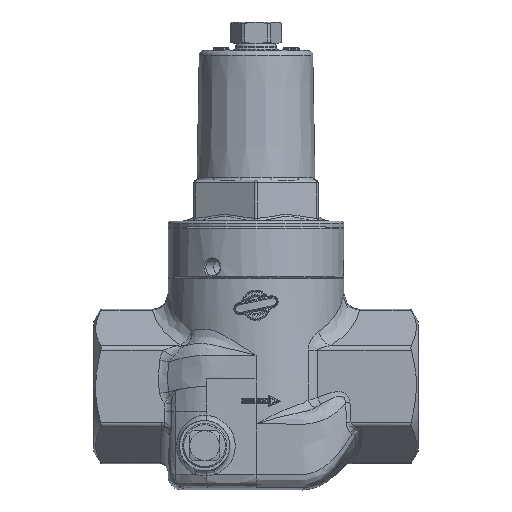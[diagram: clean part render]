
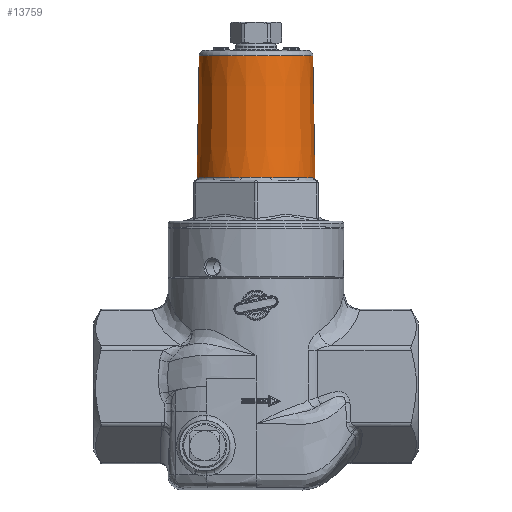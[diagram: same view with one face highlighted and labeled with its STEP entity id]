
A CAD part, top view. The second image highlights one B-rep face of the part: STEP entity #13759.
In plain terms, the highlighted conical face has half-angle 1 degrees and reference radius 21.55 mm.
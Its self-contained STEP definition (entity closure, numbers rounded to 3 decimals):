
#2401=B_SPLINE_CURVE_WITH_KNOTS($,3,(#37555,#37556,#37557,#37558,#37559,
#37560),.UNSPECIFIED.,.F.,.F.,(4,1,1,4),(-3.142,-1.346,
0.449,3.142),.UNSPECIFIED.);
#2403=B_SPLINE_CURVE_WITH_KNOTS($,3,(#37606,#37607,#37608,#37609,#37610,
#37611),.UNSPECIFIED.,.F.,.F.,(4,1,1,4),(-3.142,-1.346,
0.449,3.142),.UNSPECIFIED.);
#2405=B_SPLINE_CURVE_WITH_KNOTS($,3,(#37657,#37658,#37659,#37660,#37661,
#37662),.UNSPECIFIED.,.F.,.F.,(4,1,1,4),(-3.142,-1.346,
0.449,3.142),.UNSPECIFIED.);
#2407=B_SPLINE_CURVE_WITH_KNOTS($,3,(#37708,#37709,#37710,#37711,#37712,
#37713),.UNSPECIFIED.,.F.,.F.,(4,1,1,4),(-3.142,-1.346,
0.449,3.142),.UNSPECIFIED.);
#2409=B_SPLINE_CURVE_WITH_KNOTS($,3,(#37759,#37760,#37761,#37762,#37763,
#37764),.UNSPECIFIED.,.F.,.F.,(4,1,1,4),(-3.142,-1.346,
0.449,3.142),.UNSPECIFIED.);
#2411=B_SPLINE_CURVE_WITH_KNOTS($,3,(#37807,#37808,#37809,#37810,#37811,
#37812),.UNSPECIFIED.,.F.,.F.,(4,1,1,4),(-3.142,-1.346,
0.449,3.142),.UNSPECIFIED.);
#3659=FACE_BOUND($,#5259,.T.);
#4386=FACE_OUTER_BOUND($,#5258,.T.);
#5258=EDGE_LOOP($,(#12551));
#5259=EDGE_LOOP($,(#12552,#12553,#12554,#12555,#12556,#12557,#12558,#12559,
#12560,#12561,#12562,#12563));
#5669=CIRCLE($,#14577,21.821);
#5673=CIRCLE($,#14582,21.821);
#5677=CIRCLE($,#14587,21.821);
#5681=CIRCLE($,#14592,21.821);
#5685=CIRCLE($,#14597,21.821);
#5689=CIRCLE($,#14602,21.821);
#5696=CIRCLE($,#14618,21.034);
#6868=VERTEX_POINT($,#37514);
#6871=VERTEX_POINT($,#37519);
#6873=VERTEX_POINT($,#37553);
#6875=VERTEX_POINT($,#37570);
#6877=VERTEX_POINT($,#37604);
#6879=VERTEX_POINT($,#37621);
#6881=VERTEX_POINT($,#37655);
#6883=VERTEX_POINT($,#37672);
#6885=VERTEX_POINT($,#37706);
#6887=VERTEX_POINT($,#37723);
#6889=VERTEX_POINT($,#37757);
#6891=VERTEX_POINT($,#37774);
#6904=VERTEX_POINT($,#37860);
#8761=EDGE_CURVE($,#6871,#6868,#5669,.T.);
#8763=EDGE_CURVE($,#6873,#6871,#2401,.T.);
#8767=EDGE_CURVE($,#6875,#6873,#5673,.T.);
#8769=EDGE_CURVE($,#6877,#6875,#2403,.T.);
#8773=EDGE_CURVE($,#6879,#6877,#5677,.T.);
#8775=EDGE_CURVE($,#6881,#6879,#2405,.T.);
#8779=EDGE_CURVE($,#6883,#6881,#5681,.T.);
#8781=EDGE_CURVE($,#6885,#6883,#2407,.T.);
#8785=EDGE_CURVE($,#6887,#6885,#5685,.T.);
#8787=EDGE_CURVE($,#6889,#6887,#2409,.T.);
#8791=EDGE_CURVE($,#6891,#6889,#5689,.T.);
#8792=EDGE_CURVE($,#6868,#6891,#2411,.T.);
#8814=EDGE_CURVE($,#6904,#6904,#5696,.T.);
#12551=ORIENTED_EDGE($,*,*,#8814,.F.);
#12552=ORIENTED_EDGE($,*,*,#8761,.F.);
#12553=ORIENTED_EDGE($,*,*,#8763,.F.);
#12554=ORIENTED_EDGE($,*,*,#8767,.F.);
#12555=ORIENTED_EDGE($,*,*,#8769,.F.);
#12556=ORIENTED_EDGE($,*,*,#8773,.F.);
#12557=ORIENTED_EDGE($,*,*,#8775,.F.);
#12558=ORIENTED_EDGE($,*,*,#8779,.F.);
#12559=ORIENTED_EDGE($,*,*,#8781,.F.);
#12560=ORIENTED_EDGE($,*,*,#8785,.F.);
#12561=ORIENTED_EDGE($,*,*,#8787,.F.);
#12562=ORIENTED_EDGE($,*,*,#8791,.F.);
#12563=ORIENTED_EDGE($,*,*,#8792,.F.);
#13030=CONICAL_SURFACE($,#14617,21.55,1.);
#13759=ADVANCED_FACE($,(#4386,#3659),#13030,.T.);
#14577=AXIS2_PLACEMENT_3D($,#37521,#16485,#16486);
#14582=AXIS2_PLACEMENT_3D($,#37572,#16495,#16496);
#14587=AXIS2_PLACEMENT_3D($,#37623,#16505,#16506);
#14592=AXIS2_PLACEMENT_3D($,#37674,#16515,#16516);
#14597=AXIS2_PLACEMENT_3D($,#37725,#16525,#16526);
#14602=AXIS2_PLACEMENT_3D($,#37776,#16535,#16536);
#14617=AXIS2_PLACEMENT_3D($,#37859,#16579,#16580);
#14618=AXIS2_PLACEMENT_3D($,#37861,#16581,#16582);
#16485=DIRECTION('center_axis',(0.,-1.,0.));
#16486=DIRECTION('ref_axis',(1.,0.,0.));
#16495=DIRECTION('center_axis',(0.,-1.,0.));
#16496=DIRECTION('ref_axis',(1.,0.,0.));
#16505=DIRECTION('center_axis',(0.,-1.,0.));
#16506=DIRECTION('ref_axis',(1.,0.,0.));
#16515=DIRECTION('center_axis',(0.,-1.,0.));
#16516=DIRECTION('ref_axis',(1.,0.,0.));
#16525=DIRECTION('center_axis',(0.,-1.,0.));
#16526=DIRECTION('ref_axis',(1.,0.,0.));
#16535=DIRECTION('center_axis',(0.,-1.,0.));
#16536=DIRECTION('ref_axis',(1.,0.,0.));
#16579=DIRECTION('center_axis',(0.,-1.,0.));
#16580=DIRECTION('ref_axis',(1.,0.,0.));
#16581=DIRECTION('center_axis',(0.,1.,0.));
#16582=DIRECTION('ref_axis',(-1.,0.,0.));
#37514=CARTESIAN_POINT('',(0.088,94.099,-0.088));
#37519=CARTESIAN_POINT('',(5.584,94.099,9.432));
#37521=CARTESIAN_POINT('Origin',(21.124,94.099,-5.887));
#37553=CARTESIAN_POINT('',(15.628,94.099,15.231));
#37555=CARTESIAN_POINT('Ctrl Pts',(15.628,94.099,15.231));
#37556=CARTESIAN_POINT('Ctrl Pts',(14.545,94.099,14.949));
#37557=CARTESIAN_POINT('Ctrl Pts',(12.426,93.964,14.222));
#37558=CARTESIAN_POINT('Ctrl Pts',(8.95,93.866,12.392));
#37559=CARTESIAN_POINT('Ctrl Pts',(6.762,94.099,10.627));
#37560=CARTESIAN_POINT('Ctrl Pts',(5.584,94.099,9.432));
#37570=CARTESIAN_POINT('',(26.62,94.099,15.231));
#37572=CARTESIAN_POINT('Origin',(21.124,94.099,-5.887));
#37604=CARTESIAN_POINT('',(36.664,94.099,9.432));
#37606=CARTESIAN_POINT('Ctrl Pts',(36.664,94.099,9.432));
#37607=CARTESIAN_POINT('Ctrl Pts',(35.878,94.099,10.228));
#37608=CARTESIAN_POINT('Ctrl Pts',(34.189,93.964,11.7));
#37609=CARTESIAN_POINT('Ctrl Pts',(30.866,93.866,13.795));
#37610=CARTESIAN_POINT('Ctrl Pts',(28.244,94.099,14.808));
#37611=CARTESIAN_POINT('Ctrl Pts',(26.62,94.099,15.231));
#37621=CARTESIAN_POINT('',(42.16,94.099,-0.088));
#37623=CARTESIAN_POINT('Origin',(21.124,94.099,-5.887));
#37655=CARTESIAN_POINT('',(42.16,94.099,-11.685));
#37657=CARTESIAN_POINT('Ctrl Pts',(42.16,94.099,-11.685));
#37658=CARTESIAN_POINT('Ctrl Pts',(42.457,94.099,-10.607));
#37659=CARTESIAN_POINT('Ctrl Pts',(42.887,93.964,-8.408));
#37660=CARTESIAN_POINT('Ctrl Pts',(43.04,93.866,-4.483));
#37661=CARTESIAN_POINT('Ctrl Pts',(42.606,94.099,-1.705));
#37662=CARTESIAN_POINT('Ctrl Pts',(42.16,94.099,-0.088));
#37672=CARTESIAN_POINT('',(36.664,94.099,-21.205));
#37674=CARTESIAN_POINT('Origin',(21.124,94.099,-5.887));
#37706=CARTESIAN_POINT('',(26.62,94.099,-27.004));
#37708=CARTESIAN_POINT('Ctrl Pts',(26.62,94.099,-27.004));
#37709=CARTESIAN_POINT('Ctrl Pts',(27.703,94.099,-26.722));
#37710=CARTESIAN_POINT('Ctrl Pts',(29.822,93.964,-25.995));
#37711=CARTESIAN_POINT('Ctrl Pts',(33.298,93.866,-24.165));
#37712=CARTESIAN_POINT('Ctrl Pts',(35.486,94.099,-22.4));
#37713=CARTESIAN_POINT('Ctrl Pts',(36.664,94.099,-21.205));
#37723=CARTESIAN_POINT('',(15.628,94.099,-27.004));
#37725=CARTESIAN_POINT('Origin',(21.124,94.099,-5.887));
#37757=CARTESIAN_POINT('',(5.584,94.099,-21.205));
#37759=CARTESIAN_POINT('Ctrl Pts',(5.584,94.099,-21.205));
#37760=CARTESIAN_POINT('Ctrl Pts',(6.369,94.099,-22.002));
#37761=CARTESIAN_POINT('Ctrl Pts',(8.058,93.964,-23.474));
#37762=CARTESIAN_POINT('Ctrl Pts',(11.381,93.866,-25.569));
#37763=CARTESIAN_POINT('Ctrl Pts',(14.004,94.099,-26.581));
#37764=CARTESIAN_POINT('Ctrl Pts',(15.628,94.099,-27.004));
#37774=CARTESIAN_POINT('',(0.088,94.099,-11.685));
#37776=CARTESIAN_POINT('Origin',(21.124,94.099,-5.887));
#37807=CARTESIAN_POINT('Ctrl Pts',(0.088,94.099,
-0.088));
#37808=CARTESIAN_POINT('Ctrl Pts',(-0.21,94.099,
-1.166));
#37809=CARTESIAN_POINT('Ctrl Pts',(-0.64,93.964,-3.365));
#37810=CARTESIAN_POINT('Ctrl Pts',(-0.793,93.866,
-7.29));
#37811=CARTESIAN_POINT('Ctrl Pts',(-0.358,94.099,
-10.068));
#37812=CARTESIAN_POINT('Ctrl Pts',(0.088,94.099,
-11.685));
#37859=CARTESIAN_POINT('Origin',(21.124,109.617,-5.887));
#37860=CARTESIAN_POINT('',(42.158,139.186,-5.887));
#37861=CARTESIAN_POINT('Origin',(21.124,139.186,-5.887));
